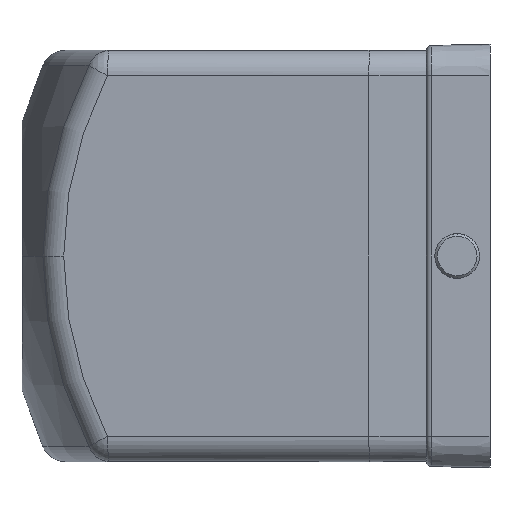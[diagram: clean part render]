
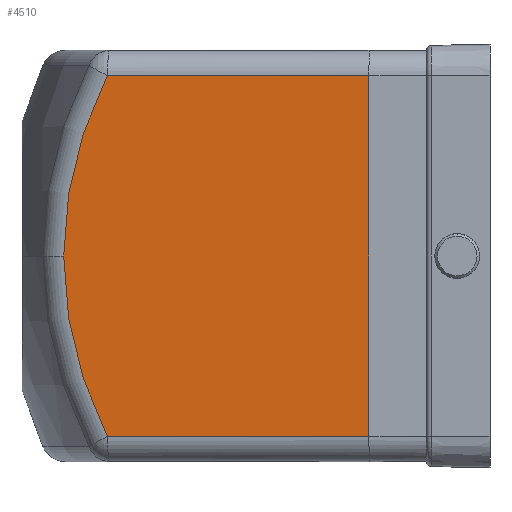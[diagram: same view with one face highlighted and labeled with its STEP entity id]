
A CAD part, left-side view. The second image highlights one B-rep face of the part: STEP entity #4510.
In plain terms, the highlighted planar face has unit normal (-0.996, 0.087, 0).
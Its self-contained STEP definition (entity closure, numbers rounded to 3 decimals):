
#211 = CARTESIAN_POINT ( 'NONE',  ( -41.517, 75.808, -35.75 ) ) ;
#416 = CARTESIAN_POINT ( 'NONE',  ( -40.759, 84.477, 0. ) ) ;
#469 = CARTESIAN_POINT ( 'NONE',  ( -47.538, 6.994, 0. ) ) ;
#633 = VERTEX_POINT ( 'NONE', #4338 ) ;
#804 = VERTEX_POINT ( 'NONE', #3639 ) ;
#876 = DIRECTION ( 'NONE',  ( -0.996, 0.087, 0. ) ) ;
#1027 = DIRECTION ( 'NONE',  ( 0.087, 0.996, 0. ) ) ;
#1147 = AXIS2_PLACEMENT_3D ( 'NONE', #4236, #876, #4811 ) ;
#1159 = LINE ( 'NONE', #1814, #4512 ) ;
#1199 = EDGE_CURVE ( 'NONE', #633, #2068, #6112, .T. ) ;
#1277 = LINE ( 'NONE', #6095, #4467 ) ;
#1377 = ORIENTED_EDGE ( 'NONE', *, *, #3396, .F. ) ;
#1467 = PLANE ( 'NONE',  #6754 ) ;
#1516 = ORIENTED_EDGE ( 'NONE', *, *, #5173, .T. ) ;
#1537 = ORIENTED_EDGE ( 'NONE', *, *, #1199, .T. ) ;
#1765 = ORIENTED_EDGE ( 'NONE', *, *, #3498, .T. ) ;
#1774 = VERTEX_POINT ( 'NONE', #416 ) ;
#1814 = CARTESIAN_POINT ( 'NONE',  ( -46.05, 24., -35.75 ) ) ;
#2036 = DIRECTION ( 'NONE',  ( 0.996, -0.087, 0. ) ) ;
#2068 = VERTEX_POINT ( 'NONE', #3270 ) ;
#2330 = DIRECTION ( 'NONE',  ( 0.087, 0.996, 0. ) ) ;
#2354 = CARTESIAN_POINT ( 'NONE',  ( -46.05, 24., 35.75 ) ) ;
#2376 = DIRECTION ( 'NONE',  ( -0.087, -0.996, 0. ) ) ;
#2433 = FACE_OUTER_BOUND ( 'NONE', #5857, .T. ) ;
#2755 = DIRECTION ( 'NONE',  ( 0., 0., -1. ) ) ;
#3040 = AXIS2_PLACEMENT_3D ( 'NONE', #469, #4392, #1027 ) ;
#3270 = CARTESIAN_POINT ( 'NONE',  ( -41.517, 75.808, 35.75 ) ) ;
#3396 = EDGE_CURVE ( 'NONE', #633, #804, #1277, .T. ) ;
#3498 = EDGE_CURVE ( 'NONE', #2068, #1774, #6001, .T. ) ;
#3639 = CARTESIAN_POINT ( 'NONE',  ( -46.05, 24., -35.75 ) ) ;
#4236 = CARTESIAN_POINT ( 'NONE',  ( -47.538, 6.994, 0. ) ) ;
#4248 = CARTESIAN_POINT ( 'NONE',  ( -46.05, 24., 40.75 ) ) ;
#4338 = CARTESIAN_POINT ( 'NONE',  ( -46.05, 24., 35.75 ) ) ;
#4392 = DIRECTION ( 'NONE',  ( -0.996, 0.087, 0. ) ) ;
#4467 = VECTOR ( 'NONE', #2755, 1000. ) ;
#4510 = ADVANCED_FACE ( 'NONE', ( #2433 ), #1467, .F. ) ;
#4512 = VECTOR ( 'NONE', #2376, 1000. ) ;
#4811 = DIRECTION ( 'NONE',  ( 0.087, 0.996, 0. ) ) ;
#4917 = CIRCLE ( 'NONE', #3040, 77.78 ) ;
#5050 = VERTEX_POINT ( 'NONE', #211 ) ;
#5173 = EDGE_CURVE ( 'NONE', #1774, #5050, #4917, .T. ) ;
#5857 = EDGE_LOOP ( 'NONE', ( #1765, #1516, #6832, #1377, #1537 ) ) ;
#5944 = DIRECTION ( 'NONE',  ( 0.087, 0.996, 0. ) ) ;
#6001 = CIRCLE ( 'NONE', #1147, 77.78 ) ;
#6095 = CARTESIAN_POINT ( 'NONE',  ( -46.05, 24., 40.75 ) ) ;
#6112 = LINE ( 'NONE', #2354, #6259 ) ;
#6259 = VECTOR ( 'NONE', #2330, 1000. ) ;
#6311 = EDGE_CURVE ( 'NONE', #5050, #804, #1159, .T. ) ;
#6754 = AXIS2_PLACEMENT_3D ( 'NONE', #4248, #2036, #5944 ) ;
#6832 = ORIENTED_EDGE ( 'NONE', *, *, #6311, .T. ) ;
